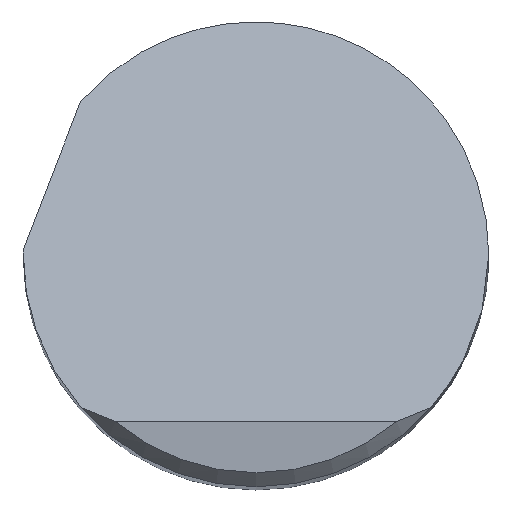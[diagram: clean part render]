
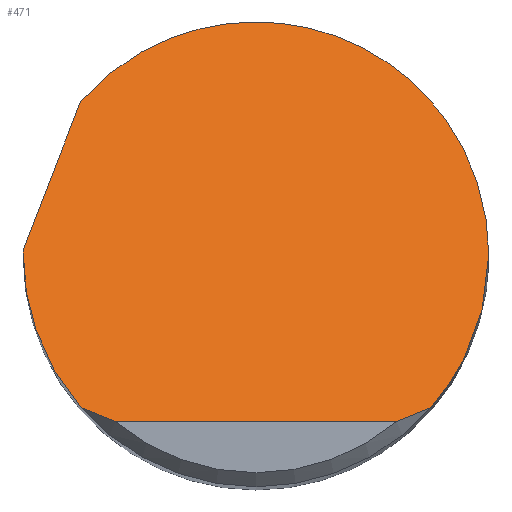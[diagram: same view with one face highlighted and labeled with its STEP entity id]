
A CAD part, top view. The second image highlights one B-rep face of the part: STEP entity #471.
In plain terms, the highlighted planar face has unit normal (0, 0.707, 0.707).
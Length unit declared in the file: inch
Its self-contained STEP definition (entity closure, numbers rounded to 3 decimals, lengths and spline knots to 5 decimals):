
#3 = ORIENTED_EDGE ( 'NONE', *, *, #137, .F. ) ;
#4 =( BOUNDED_CURVE ( )  B_SPLINE_CURVE ( 3, ( #657, #399, #597, #547 ),
 .UNSPECIFIED., .F., .T. ) 
 B_SPLINE_CURVE_WITH_KNOTS ( ( 4, 4 ),
 ( 4.71239, 4.73239 ),
 .UNSPECIFIED. ) 
 CURVE ( )  GEOMETRIC_REPRESENTATION_ITEM ( )  RATIONAL_B_SPLINE_CURVE ( ( 1., 1., 1., 1. ) ) 
 REPRESENTATION_ITEM ( '' )  );
#6 = CARTESIAN_POINT ( 'NONE',  ( -0.22834, -0.11887, 2.93887 ) ) ;
#9 = ORIENTED_EDGE ( 'NONE', *, *, #249, .T. ) ;
#15 = CARTESIAN_POINT ( 'NONE',  ( -0.18855, 0.16416, 2.65584 ) ) ;
#20 = CARTESIAN_POINT ( 'NONE',  ( 0.18782, -0.165, 2.985 ) ) ;
#53 = EDGE_CURVE ( 'NONE', #290, #261, #590, .T. ) ;
#81 = CARTESIAN_POINT ( 'NONE',  ( 0.17589, -0.1704, 2.9904 ) ) ;
#87 = CARTESIAN_POINT ( 'NONE',  ( -0.18855, 0.16416, 2.65584 ) ) ;
#90 = DIRECTION ( 'NONE',  ( 1., 0., 0. ) ) ;
#116 = CARTESIAN_POINT ( 'NONE',  ( -0.25, 0., 2.82 ) ) ;
#125 = ORIENTED_EDGE ( 'NONE', *, *, #562, .T. ) ;
#136 = FACE_OUTER_BOUND ( 'NONE', #406, .T. ) ;
#137 = EDGE_CURVE ( 'NONE', #144, #680, #191, .T. ) ;
#138 = ORIENTED_EDGE ( 'NONE', *, *, #526, .F. ) ;
#144 = VERTEX_POINT ( 'NONE', #198 ) ;
#146 =( BOUNDED_CURVE ( )  B_SPLINE_CURVE ( 3, ( #559, #507, #210, #417 ),
 .UNSPECIFIED., .F., .T. ) 
 B_SPLINE_CURVE_WITH_KNOTS ( ( 4, 4 ),
 ( 1.5708, 2.29162 ),
 .UNSPECIFIED. ) 
 CURVE ( )  GEOMETRIC_REPRESENTATION_ITEM ( )  RATIONAL_B_SPLINE_CURVE ( ( 1., 0.957, 0.957, 1. ) ) 
 REPRESENTATION_ITEM ( '' )  );
#150 = CARTESIAN_POINT ( 'NONE',  ( 0.18782, -0.165, 2.985 ) ) ;
#170 = ORIENTED_EDGE ( 'NONE', *, *, #632, .F. ) ;
#184 = ORIENTED_EDGE ( 'NONE', *, *, #357, .T. ) ;
#186 = CARTESIAN_POINT ( 'NONE',  ( 0.25, 0., 2.82 ) ) ;
#191 = LINE ( 'NONE', #649, #630 ) ;
#198 = CARTESIAN_POINT ( 'NONE',  ( -0.24995, 0.005, 2.815 ) ) ;
#210 = CARTESIAN_POINT ( 'NONE',  ( 0.22834, -0.11887, 2.93887 ) ) ;
#249 = EDGE_CURVE ( 'NONE', #613, #643, #405, .T. ) ;
#250 = CARTESIAN_POINT ( 'NONE',  ( 0., -0.18, 3. ) ) ;
#257 = ORIENTED_EDGE ( 'NONE', *, *, #476, .F. ) ;
#261 = VERTEX_POINT ( 'NONE', #116 ) ;
#264 = CARTESIAN_POINT ( 'NONE',  ( -0.16367, -0.17542, 2.99542 ) ) ;
#273 = PLANE ( 'NONE',  #542 ) ;
#279 = DIRECTION ( 'NONE',  ( 0.263, 0.682, -0.682 ) ) ;
#284 = CARTESIAN_POINT ( 'NONE',  ( 0.15108, -0.18, 3. ) ) ;
#290 = VERTEX_POINT ( 'NONE', #335 ) ;
#298 = CARTESIAN_POINT ( 'NONE',  ( -0.25, 0., 2.82 ) ) ;
#314 = VERTEX_POINT ( 'NONE', #398 ) ;
#324 = CARTESIAN_POINT ( 'NONE',  ( -0.17589, -0.1704, 2.9904 ) ) ;
#335 = CARTESIAN_POINT ( 'NONE',  ( -0.18782, -0.165, 2.985 ) ) ;
#342 = CARTESIAN_POINT ( 'NONE',  ( 0.25, 0.27527, 2.54473 ) ) ;
#354 = LINE ( 'NONE', #250, #412 ) ;
#357 = EDGE_CURVE ( 'NONE', #290, #650, #587, .T. ) ;
#363 = CARTESIAN_POINT ( 'NONE',  ( -0.15108, -0.18, 3. ) ) ;
#368 = CARTESIAN_POINT ( 'NONE',  ( -0.15108, -0.18, 3. ) ) ;
#398 = CARTESIAN_POINT ( 'NONE',  ( 0.25, 0., 2.82 ) ) ;
#399 = CARTESIAN_POINT ( 'NONE',  ( -0.25, 0.00167, 2.81833 ) ) ;
#405 = B_SPLINE_CURVE_WITH_KNOTS ( 'NONE', 3,
 ( #284, #451, #81, #20 ),
 .UNSPECIFIED., .F., .F.,
 ( 4, 4 ),
 ( 0., 0.00108 ),
 .UNSPECIFIED. ) ;
#406 = EDGE_LOOP ( 'NONE', ( #125, #9, #170, #257, #3, #138, #672, #184 ) ) ;
#410 = CARTESIAN_POINT ( 'NONE',  ( 0.15108, -0.18, 3. ) ) ;
#412 = VECTOR ( 'NONE', #90, 39.37008 ) ;
#417 = CARTESIAN_POINT ( 'NONE',  ( 0.18782, -0.165, 2.985 ) ) ;
#440 = CARTESIAN_POINT ( 'NONE',  ( -0.0078, 0.37177, 2.44823 ) ) ;
#451 = CARTESIAN_POINT ( 'NONE',  ( 0.16367, -0.17542, 2.99542 ) ) ;
#471 = ADVANCED_FACE ( 'NONE', ( #136 ), #273, .F. ) ;
#476 = EDGE_CURVE ( 'NONE', #680, #314, #540, .T. ) ;
#482 = CARTESIAN_POINT ( 'NONE',  ( -0.18782, -0.165, 2.985 ) ) ;
#507 = CARTESIAN_POINT ( 'NONE',  ( 0.25, -0.06141, 2.88141 ) ) ;
#526 = EDGE_CURVE ( 'NONE', #261, #144, #4, .T. ) ;
#540 =( BOUNDED_CURVE ( )  B_SPLINE_CURVE ( 3, ( #15, #440, #342, #186 ),
 .UNSPECIFIED., .F., .T. ) 
 B_SPLINE_CURVE_WITH_KNOTS ( ( 4, 4 ),
 ( 5.42872, 7.85398 ),
 .UNSPECIFIED. ) 
 CURVE ( )  GEOMETRIC_REPRESENTATION_ITEM ( )  RATIONAL_B_SPLINE_CURVE ( ( 1., 0.567, 0.567, 1. ) ) 
 REPRESENTATION_ITEM ( '' )  );
#541 = DIRECTION ( 'NONE',  ( 0., -0.707, -0.707 ) ) ;
#542 = AXIS2_PLACEMENT_3D ( 'NONE', #591, #541, #641 ) ;
#547 = CARTESIAN_POINT ( 'NONE',  ( -0.24995, 0.005, 2.815 ) ) ;
#559 = CARTESIAN_POINT ( 'NONE',  ( 0.25, 0., 2.82 ) ) ;
#562 = EDGE_CURVE ( 'NONE', #650, #613, #354, .T. ) ;
#587 = B_SPLINE_CURVE_WITH_KNOTS ( 'NONE', 3,
 ( #482, #324, #264, #368 ),
 .UNSPECIFIED., .F., .F.,
 ( 4, 4 ),
 ( 0., 0.00108 ),
 .UNSPECIFIED. ) ;
#590 =( BOUNDED_CURVE ( )  B_SPLINE_CURVE ( 3, ( #638, #6, #634, #298 ),
 .UNSPECIFIED., .F., .T. ) 
 B_SPLINE_CURVE_WITH_KNOTS ( ( 4, 4 ),
 ( 3.99157, 4.71239 ),
 .UNSPECIFIED. ) 
 CURVE ( )  GEOMETRIC_REPRESENTATION_ITEM ( )  RATIONAL_B_SPLINE_CURVE ( ( 1., 0.957, 0.957, 1. ) ) 
 REPRESENTATION_ITEM ( '' )  );
#591 = CARTESIAN_POINT ( 'NONE',  ( -0.25, -0.18, 3. ) ) ;
#597 = CARTESIAN_POINT ( 'NONE',  ( -0.24998, 0.00333, 2.81667 ) ) ;
#613 = VERTEX_POINT ( 'NONE', #410 ) ;
#630 = VECTOR ( 'NONE', #279, 39.37008 ) ;
#632 = EDGE_CURVE ( 'NONE', #314, #643, #146, .T. ) ;
#634 = CARTESIAN_POINT ( 'NONE',  ( -0.25, -0.06141, 2.88141 ) ) ;
#638 = CARTESIAN_POINT ( 'NONE',  ( -0.18782, -0.165, 2.985 ) ) ;
#641 = DIRECTION ( 'NONE',  ( 0., 0.707, -0.707 ) ) ;
#643 = VERTEX_POINT ( 'NONE', #150 ) ;
#649 = CARTESIAN_POINT ( 'NONE',  ( -0.31638, -0.1672, 2.9872 ) ) ;
#650 = VERTEX_POINT ( 'NONE', #363 ) ;
#657 = CARTESIAN_POINT ( 'NONE',  ( -0.25, 0., 2.82 ) ) ;
#672 = ORIENTED_EDGE ( 'NONE', *, *, #53, .F. ) ;
#680 = VERTEX_POINT ( 'NONE', #87 ) ;
